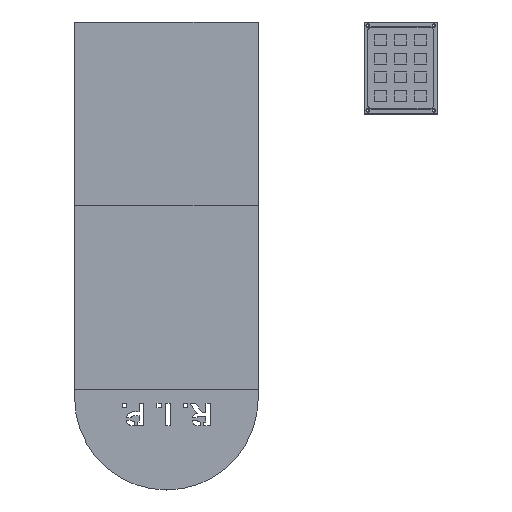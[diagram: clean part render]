
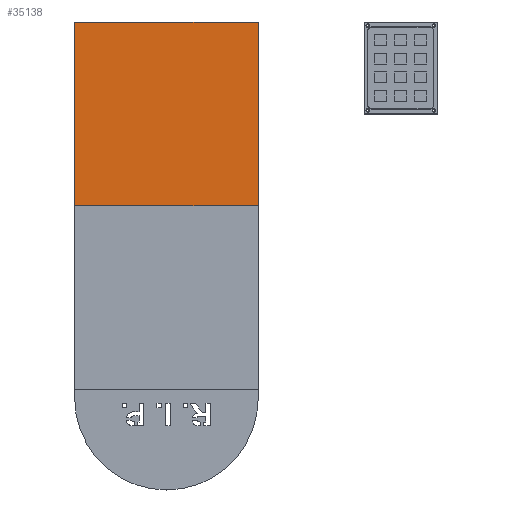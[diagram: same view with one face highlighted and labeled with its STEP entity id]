
A CAD part, top view. The second image highlights one B-rep face of the part: STEP entity #35138.
In plain terms, the highlighted planar face has unit normal (0, 0, 1).
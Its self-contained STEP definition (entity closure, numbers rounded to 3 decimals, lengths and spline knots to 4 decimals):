
#1600=FACE_OUTER_BOUND('',#3788,.T.);
#3788=EDGE_LOOP('',(#23334,#23335,#23336,#23337));
#6380=LINE('',#50086,#10767);
#6383=LINE('',#50092,#10770);
#6386=LINE('',#50098,#10773);
#6389=LINE('',#50102,#10776);
#10767=VECTOR('',#40216,0.3937);
#10770=VECTOR('',#40221,0.3937);
#10773=VECTOR('',#40226,0.3937);
#10776=VECTOR('',#40231,0.3937);
#15154=VERTEX_POINT('',#50083);
#15155=VERTEX_POINT('',#50085);
#15157=VERTEX_POINT('',#50091);
#15159=VERTEX_POINT('',#50097);
#18290=EDGE_CURVE('',#15155,#15154,#6380,.T.);
#18293=EDGE_CURVE('',#15157,#15155,#6383,.T.);
#18296=EDGE_CURVE('',#15159,#15157,#6386,.T.);
#18299=EDGE_CURVE('',#15154,#15159,#6389,.T.);
#23334=ORIENTED_EDGE('',*,*,#18299,.T.);
#23335=ORIENTED_EDGE('',*,*,#18296,.T.);
#23336=ORIENTED_EDGE('',*,*,#18293,.T.);
#23337=ORIENTED_EDGE('',*,*,#18290,.T.);
#33382=PLANE('',#37473);
#35138=ADVANCED_FACE('',(#1600),#33382,.T.);
#37473=AXIS2_PLACEMENT_3D('',#50103,#40232,#40233);
#40216=DIRECTION('',(1.,0.,0.));
#40221=DIRECTION('',(0.,-1.,0.));
#40226=DIRECTION('',(-1.,0.,0.));
#40231=DIRECTION('',(0.,1.,0.));
#40232=DIRECTION('center_axis',(0.,0.,1.));
#40233=DIRECTION('ref_axis',(1.,0.,0.));
#50083=CARTESIAN_POINT('',(2.5138,-2.5138,0.3898));
#50085=CARTESIAN_POINT('',(-2.5138,-2.5138,0.3898));
#50086=CARTESIAN_POINT('',(-2.5138,-2.5138,0.3898));
#50091=CARTESIAN_POINT('',(-2.5138,2.5138,0.3898));
#50092=CARTESIAN_POINT('',(-2.5138,2.5138,0.3898));
#50097=CARTESIAN_POINT('',(2.5138,2.5138,0.3898));
#50098=CARTESIAN_POINT('',(2.5138,2.5138,0.3898));
#50102=CARTESIAN_POINT('',(2.5138,-2.5138,0.3898));
#50103=CARTESIAN_POINT('Origin',(0.,0.,
0.3898));
